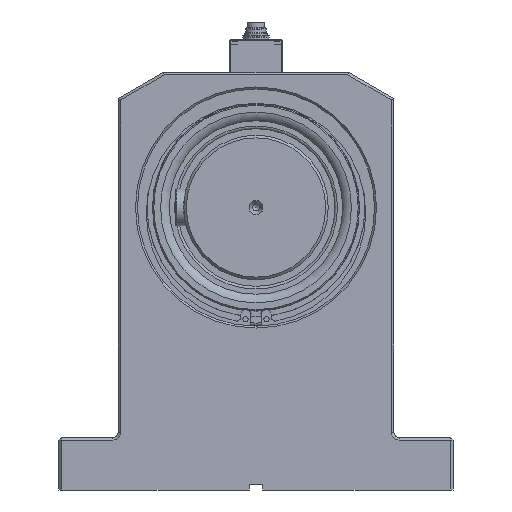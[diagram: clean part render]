
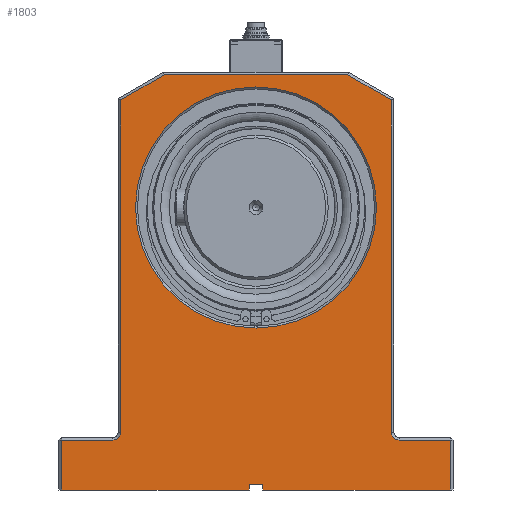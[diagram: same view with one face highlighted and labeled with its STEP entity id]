
A CAD part, left-side view. The second image highlights one B-rep face of the part: STEP entity #1803.
In plain terms, the highlighted planar face has unit normal (-1, 0, 0).
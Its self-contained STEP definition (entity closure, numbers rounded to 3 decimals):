
#1803 = ADVANCED_FACE( '', ( #3524, #3525 ), #3526, .F. );
#3524 = FACE_BOUND( '', #5179, .T. );
#3525 = FACE_OUTER_BOUND( '', #5180, .T. );
#3526 = PLANE( '', #5181 );
#5179 = EDGE_LOOP( '', ( #8248 ) );
#5180 = EDGE_LOOP( '', ( #8249, #8250, #8251, #8252, #8253, #8254, #8255, #8256, #8257, #8258, #8259, #8260, #8261, #8262, #8263, #8264 ) );
#5181 = AXIS2_PLACEMENT_3D( '', #8265, #8266, #8267 );
#8248 = ORIENTED_EDGE( '', *, *, #9478, .T. );
#8249 = ORIENTED_EDGE( '', *, *, #8776, .T. );
#8250 = ORIENTED_EDGE( '', *, *, #8835, .T. );
#8251 = ORIENTED_EDGE( '', *, *, #9427, .F. );
#8252 = ORIENTED_EDGE( '', *, *, #9671, .T. );
#8253 = ORIENTED_EDGE( '', *, *, #9473, .T. );
#8254 = ORIENTED_EDGE( '', *, *, #9647, .T. );
#8255 = ORIENTED_EDGE( '', *, *, #9511, .F. );
#8256 = ORIENTED_EDGE( '', *, *, #9109, .T. );
#8257 = ORIENTED_EDGE( '', *, *, #9595, .T. );
#8258 = ORIENTED_EDGE( '', *, *, #9568, .T. );
#8259 = ORIENTED_EDGE( '', *, *, #8995, .T. );
#8260 = ORIENTED_EDGE( '', *, *, #9170, .T. );
#8261 = ORIENTED_EDGE( '', *, *, #9578, .T. );
#8262 = ORIENTED_EDGE( '', *, *, #8730, .T. );
#8263 = ORIENTED_EDGE( '', *, *, #9363, .T. );
#8264 = ORIENTED_EDGE( '', *, *, #9222, .T. );
#8265 = CARTESIAN_POINT( '', ( 0., -105., 298. ) );
#8266 = DIRECTION( '', ( 1., 0., 0. ) );
#8267 = DIRECTION( '', ( 0., 1., 0. ) );
#8730 = EDGE_CURVE( '', #10018, #10023, #10025, .T. );
#8776 = EDGE_CURVE( '', #10095, #10100, #10102, .T. );
#8835 = EDGE_CURVE( '', #10100, #10196, #10199, .T. );
#8995 = EDGE_CURVE( '', #10448, #10452, #10454, .T. );
#9109 = EDGE_CURVE( '', #10618, #10622, #10624, .T. );
#9170 = EDGE_CURVE( '', #10452, #10714, #10716, .T. );
#9222 = EDGE_CURVE( '', #10788, #10095, #10792, .T. );
#9363 = EDGE_CURVE( '', #10023, #10788, #10984, .T. );
#9427 = EDGE_CURVE( '', #11065, #10196, #11066, .T. );
#9473 = EDGE_CURVE( '', #11115, #11117, #11119, .T. );
#9478 = EDGE_CURVE( '', #11126, #11126, #11127, .T. );
#9511 = EDGE_CURVE( '', #10618, #11168, #11169, .T. );
#9568 = EDGE_CURVE( '', #11242, #10448, #11244, .T. );
#9578 = EDGE_CURVE( '', #10714, #10018, #11255, .T. );
#9595 = EDGE_CURVE( '', #10622, #11242, #11275, .T. );
#9647 = EDGE_CURVE( '', #11117, #11168, #11338, .T. );
#9671 = EDGE_CURVE( '', #11065, #11115, #11363, .T. );
#10018 = VERTEX_POINT( '', #11838 );
#10023 = VERTEX_POINT( '', #11845 );
#10025 = LINE( '', #11848, #11849 );
#10095 = VERTEX_POINT( '', #11933 );
#10100 = VERTEX_POINT( '', #11940 );
#10102 = LINE( '', #11943, #11944 );
#10196 = VERTEX_POINT( '', #12194 );
#10199 = LINE( '', #12198, #12199 );
#10448 = VERTEX_POINT( '', #12603 );
#10452 = VERTEX_POINT( '', #12609 );
#10454 = LINE( '', #12612, #12613 );
#10618 = VERTEX_POINT( '', #12815 );
#10622 = VERTEX_POINT( '', #12821 );
#10624 = LINE( '', #12824, #12825 );
#10714 = VERTEX_POINT( '', #12939 );
#10716 = LINE( '', #12942, #12943 );
#10788 = VERTEX_POINT( '', #13025 );
#10792 = CIRCLE( '', #13030, 6. );
#10984 = LINE( '', #13277, #13278 );
#11065 = VERTEX_POINT( '', #13384 );
#11066 = LINE( '', #13385, #13386 );
#11115 = VERTEX_POINT( '', #13450 );
#11117 = VERTEX_POINT( '', #13453 );
#11119 = LINE( '', #13456, #13457 );
#11126 = VERTEX_POINT( '', #13464 );
#11127 = CIRCLE( '', #13465, 91.75 );
#11168 = VERTEX_POINT( '', #13508 );
#11169 = LINE( '', #13509, #13510 );
#11242 = VERTEX_POINT( '', #13589 );
#11244 = CIRCLE( '', #13592, 6. );
#11255 = LINE( '', #13605, #13606 );
#11275 = LINE( '', #13629, #13630 );
#11338 = LINE( '', #13704, #13705 );
#11363 = LINE( '', #13733, #13734 );
#11838 = CARTESIAN_POINT( '', ( 0., 69.823, 316. ) );
#11845 = CARTESIAN_POINT( '', ( 0., 103., 296.845 ) );
#11848 = CARTESIAN_POINT( '', ( 0., -53.5, 387.201 ) );
#11849 = VECTOR( '', #14056, 1000. );
#11933 = CARTESIAN_POINT( '', ( 0., 109., 38. ) );
#11940 = CARTESIAN_POINT( '', ( 0., 148., 38. ) );
#11943 = CARTESIAN_POINT( '', ( 0., -105., 38. ) );
#11944 = VECTOR( '', #14128, 1000. );
#12194 = CARTESIAN_POINT( '', ( 0., 148., 0. ) );
#12198 = CARTESIAN_POINT( '', ( 0., 148., 298. ) );
#12199 = VECTOR( '', #14197, 1000. );
#12603 = CARTESIAN_POINT( '', ( 0., -103., 44. ) );
#12609 = CARTESIAN_POINT( '', ( 0., -103., 296.845 ) );
#12612 = CARTESIAN_POINT( '', ( 0., -103., 298. ) );
#12613 = VECTOR( '', #14410, 1000. );
#12815 = CARTESIAN_POINT( '', ( 0., -148., 0. ) );
#12821 = CARTESIAN_POINT( '', ( 0., -148., 38. ) );
#12824 = CARTESIAN_POINT( '', ( 0., -148., 298. ) );
#12825 = VECTOR( '', #14563, 1000. );
#12939 = CARTESIAN_POINT( '', ( 0., -69.823, 316. ) );
#12942 = CARTESIAN_POINT( '', ( 0., -104., 296.268 ) );
#12943 = VECTOR( '', #14647, 1000. );
#13025 = CARTESIAN_POINT( '', ( 0., 103., 44. ) );
#13030 = AXIS2_PLACEMENT_3D( '', #14725, #14726, #14727 );
#13277 = CARTESIAN_POINT( '', ( 0., 103., 298. ) );
#13278 = VECTOR( '', #14883, 1000. );
#13384 = CARTESIAN_POINT( '', ( 0., 5., 0. ) );
#13385 = CARTESIAN_POINT( '', ( 0., -150., 0. ) );
#13386 = VECTOR( '', #14951, 1000. );
#13450 = CARTESIAN_POINT( '', ( 0., 5., 4.1 ) );
#13453 = CARTESIAN_POINT( '', ( 0., -5., 4.1 ) );
#13456 = CARTESIAN_POINT( '', ( 0., -105., 4.1 ) );
#13457 = VECTOR( '', #14990, 1000. );
#13464 = CARTESIAN_POINT( '', ( 0., 91.75, 215. ) );
#13465 = AXIS2_PLACEMENT_3D( '', #14997, #14998, #14999 );
#13508 = CARTESIAN_POINT( '', ( 0., -5., 0. ) );
#13509 = CARTESIAN_POINT( '', ( 0., -150., 0. ) );
#13510 = VECTOR( '', #15038, 1000. );
#13589 = CARTESIAN_POINT( '', ( 0., -109., 38. ) );
#13592 = AXIS2_PLACEMENT_3D( '', #15103, #15104, #15105 );
#13605 = CARTESIAN_POINT( '', ( 0., -105., 316. ) );
#13606 = VECTOR( '', #15111, 1000. );
#13629 = CARTESIAN_POINT( '', ( 0., -105., 38. ) );
#13630 = VECTOR( '', #15124, 1000. );
#13704 = CARTESIAN_POINT( '', ( 0., -5., 298. ) );
#13705 = VECTOR( '', #15160, 1000. );
#13733 = CARTESIAN_POINT( '', ( 0., 5., 298. ) );
#13734 = VECTOR( '', #15170, 1000. );
#14056 = DIRECTION( '', ( 0., 0.866, -0.5 ) );
#14128 = DIRECTION( '', ( 0., 1., 0. ) );
#14197 = DIRECTION( '', ( 0., 0., -1. ) );
#14410 = DIRECTION( '', ( 0., 0., 1. ) );
#14563 = DIRECTION( '', ( 0., 0., 1. ) );
#14647 = DIRECTION( '', ( 0., 0.866, 0.5 ) );
#14725 = CARTESIAN_POINT( '', ( 0., 109., 44. ) );
#14726 = DIRECTION( '', ( 1., 0., 0. ) );
#14727 = DIRECTION( '', ( 0., 1., 0. ) );
#14883 = DIRECTION( '', ( 0., 0., -1. ) );
#14951 = DIRECTION( '', ( 0., 1., 0. ) );
#14990 = DIRECTION( '', ( 0., -1., 0. ) );
#14997 = CARTESIAN_POINT( '', ( 0., 0., 215. ) );
#14998 = DIRECTION( '', ( 1., 0., 0. ) );
#14999 = DIRECTION( '', ( 0., 1., 0. ) );
#15038 = DIRECTION( '', ( 0., 1., 0. ) );
#15103 = CARTESIAN_POINT( '', ( 0., -109., 44. ) );
#15104 = DIRECTION( '', ( 1., 0., 0. ) );
#15105 = DIRECTION( '', ( 0., 1., 0. ) );
#15111 = DIRECTION( '', ( 0., 1., 0. ) );
#15124 = DIRECTION( '', ( 0., 1., 0. ) );
#15160 = DIRECTION( '', ( 0., 0., -1. ) );
#15170 = DIRECTION( '', ( 0., 0., 1. ) );
